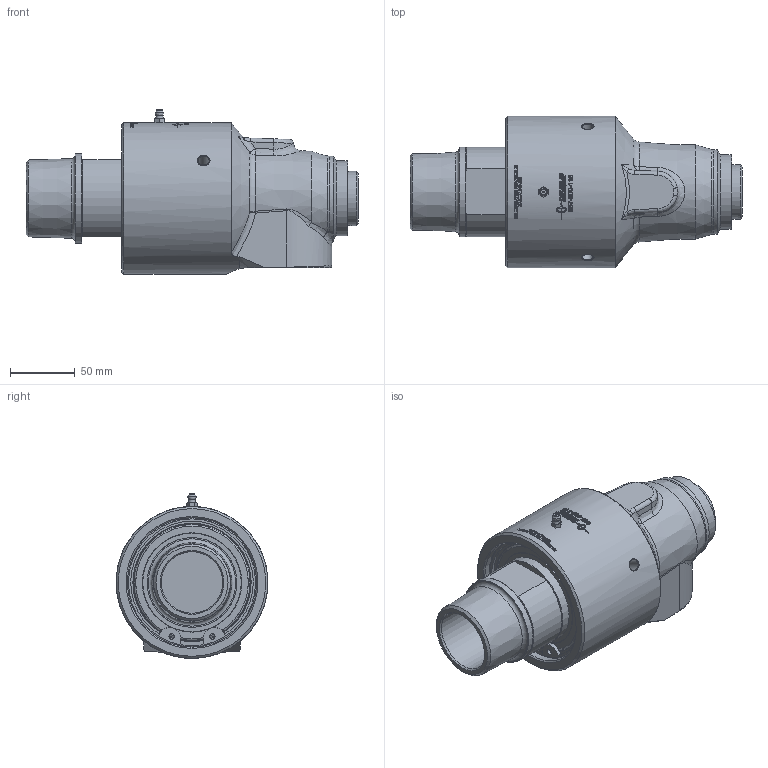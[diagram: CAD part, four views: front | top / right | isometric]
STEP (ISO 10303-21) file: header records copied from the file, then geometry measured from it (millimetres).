
FILE_DESCRIPTION(/* description */ (''),/* implementation_level */ '2;1');
FILE_NAME(/* name */ '657-000-116-IC.stp',/* time_stamp */ '2022-12-08T07:52:28+01:00',/* author */ ('mskipas'),/* organization */ (''),/* preprocessor_version */ 'ST-DEVELOPER v18.1',/* originating_system */ 'Autodesk Inventor 2022',/* authorisation */ '');
FILE_SCHEMA (('AUTOMOTIVE_DESIGN { 1 0 10303 214 3 1 1 }'));
Products named in the file (1): 657-000-116-IC
Bounding box: 256.98 x 117.5 x 127.49 mm (x, y, z)
Volume: 1434441.9 mm3; surface area: 130852.3 mm2
Topology: 2 solids, 7 shells, 1319 faces, 3494 edges, 2310 vertices
Faces by surface type: bspline 678, plane 419, cylinder 164, cone 39, torus 11, sphere 8
Full cylindrical faces by diameter (mm): 3 x2, 3.12 x2, 4.361 x2, 4.496 x1, 8.6 x3, 22.5 x1, 47.6 x1, 55.169 x1, 58 x1, 64.4 x1, 65 x1, 69.5 x2, 76.3 x1, 76.908 x1, 89.25 x1, 91.5 x1, 100 x1, 100.08 x2, 107.6 x1, 117.5 x1
Entity records: 55644 total; most frequent: CARTESIAN_POINT 26769, ORIENTED_EDGE 6972, DIRECTION 4009, EDGE_CURVE 3486, VERTEX_POINT 2310, EDGE_LOOP 1458, B_SPLINE_CURVE_WITH_KNOTS 1407, LINE 1353
